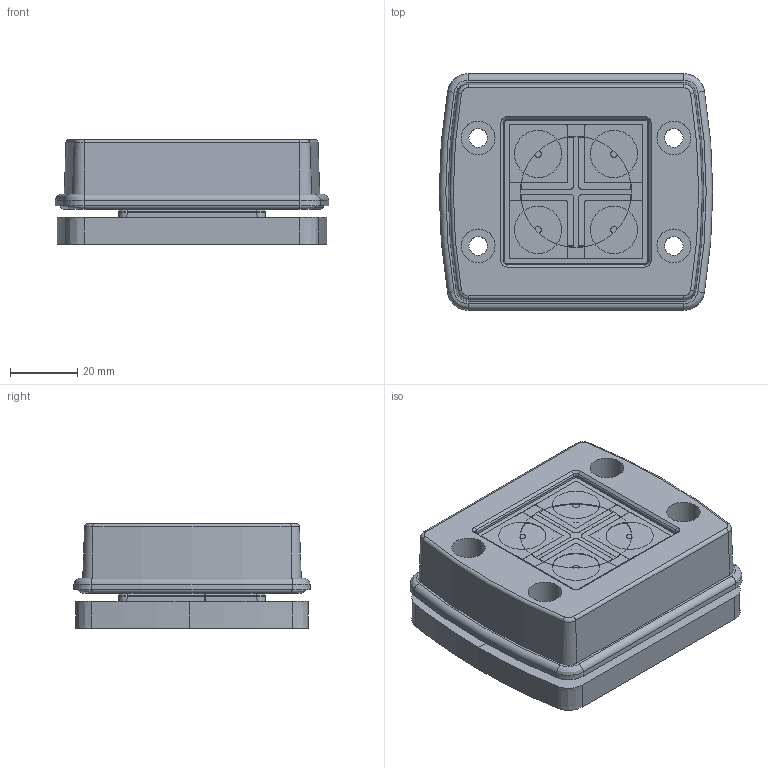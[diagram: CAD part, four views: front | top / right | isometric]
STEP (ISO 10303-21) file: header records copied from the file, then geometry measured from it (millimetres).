
FILE_DESCRIPTION((''),'2;1');
FILE_NAME('KDS-SR_1-4_3D_VOLUMEN_ASM','2017-01-30T',('Frank Ludolph'),(''),'CREO PARAMETRIC BY PTC INC, 2015290','CREO PARAMETRIC BY PTC INC, 2015290','');
FILE_SCHEMA(('CONFIG_CONTROL_DESIGN'));
Length unit declared in the file: millimetre
Products named in the file (6): KDS-SR_1-4_3D_VOLUMEN; KDS-DEG_3D_VOLUMEN; KDS-SR_INLAY-4_3D_VOLUMEN; KDS-DE_3D_VOLUMEN; KDS-IVR_1-4_3D_VOLUMEN; KDS-SR_1-4_3D_VOLUMEN_ASM
Assembly tree (9 placements, depth 2):
  KDS-SR_1-4_3D_VOLUMEN_ASM
    KDS-SR_1-4_3D_VOLUMEN
    KDS-DEG_3D_VOLUMEN
    KDS-SR_INLAY-4_3D_VOLUMEN
    KDS-DE_3D_VOLUMEN  x4
    KDS-IVR_1-4_3D_VOLUMEN  x2
Bounding box: 81.08 x 70.08 x 31.1 mm (x, y, z)
Volume: 145987.1 mm3; surface area: 50658.9 mm2
Topology: 9 solids, 9 shells, 679 faces, 1696 edges, 1072 vertices
Faces by surface type: plane 299, cylinder 236, bspline 76, extrusion 42, torus 14, cone 12
Entity records: 17534 total; most frequent: CARTESIAN_POINT 6755, ORIENTED_EDGE 2304, DIRECTION 2037, EDGE_CURVE 1152, VERTEX_POINT 728, VECTOR 723, LINE 700, AXIS2_PLACEMENT_3D 657
